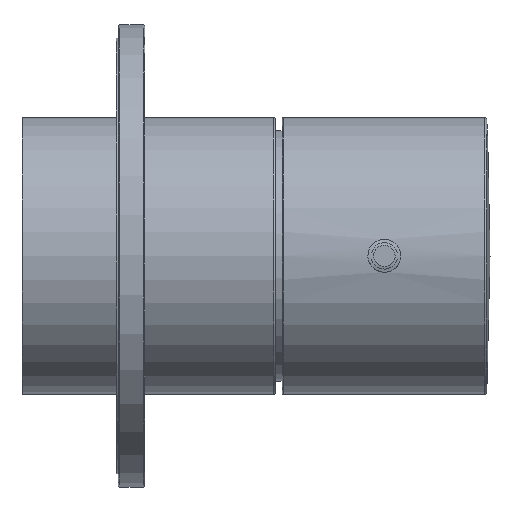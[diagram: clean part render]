
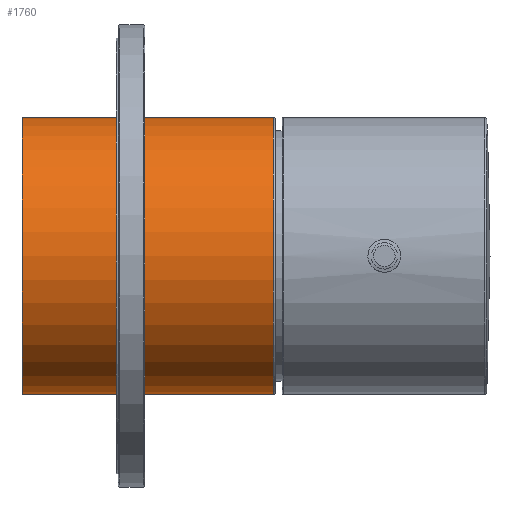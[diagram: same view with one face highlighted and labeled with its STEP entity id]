
A CAD part, top view. The second image highlights one B-rep face of the part: STEP entity #1760.
In plain terms, the highlighted cylindrical face has radius 21 mm (diameter 42 mm), a full revolution.
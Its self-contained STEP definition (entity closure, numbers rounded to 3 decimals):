
#196=CYLINDRICAL_SURFACE('',#1943,21.);
#394=ORIENTED_EDGE('',*,*,#557,.T.);
#395=ORIENTED_EDGE('',*,*,#558,.T.);
#557=EDGE_CURVE('',#666,#666,#752,.F.);
#558=EDGE_CURVE('',#667,#667,#753,.T.);
#666=VERTEX_POINT('',#2917);
#667=VERTEX_POINT('',#2919);
#752=CIRCLE('',#1944,21.);
#753=CIRCLE('',#1945,21.);
#894=EDGE_LOOP('',(#394));
#895=EDGE_LOOP('',(#395));
#1077=FACE_BOUND('',#894,.T.);
#1078=FACE_BOUND('',#895,.T.);
#1760=ADVANCED_FACE('',(#1077,#1078),#196,.T.);
#1943=AXIS2_PLACEMENT_3D('',#2915,#2264,#2265);
#1944=AXIS2_PLACEMENT_3D('',#2916,#2266,#2267);
#1945=AXIS2_PLACEMENT_3D('',#2918,#2268,#2269);
#2264=DIRECTION('',(0.,0.,1.));
#2265=DIRECTION('',(1.,0.,0.));
#2266=DIRECTION('',(0.,0.,1.));
#2267=DIRECTION('',(1.,0.,0.));
#2268=DIRECTION('',(0.,0.,1.));
#2269=DIRECTION('',(0.,1.,0.));
#2915=CARTESIAN_POINT('',(0.,0.,-38.5));
#2916=CARTESIAN_POINT('',(0.,0.,-1.2));
#2917=CARTESIAN_POINT('',(21.,0.,-1.2));
#2918=CARTESIAN_POINT('',(0.,0.,-39.3));
#2919=CARTESIAN_POINT('',(0.,21.,-39.3));
